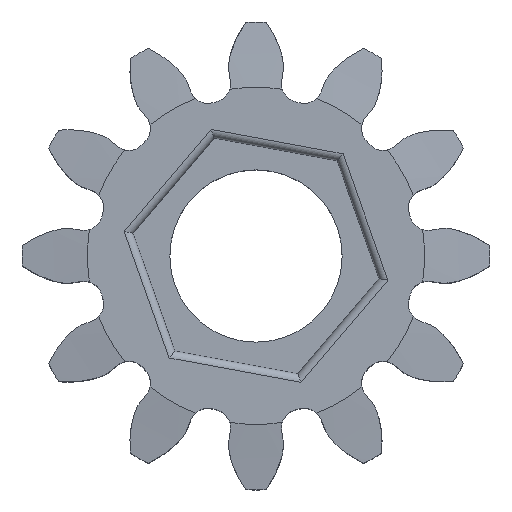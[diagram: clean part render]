
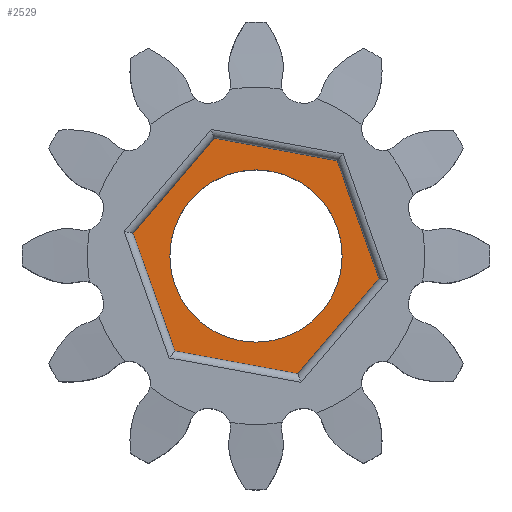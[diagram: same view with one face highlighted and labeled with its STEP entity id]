
A CAD part, top view. The second image highlights one B-rep face of the part: STEP entity #2529.
In plain terms, the highlighted planar face has unit normal (0, 0, 1).
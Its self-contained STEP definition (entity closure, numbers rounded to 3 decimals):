
#106=FACE_BOUND('',#374,.T.);
#134=PLANE('',#2788);
#235=FACE_OUTER_BOUND('',#373,.T.);
#373=EDGE_LOOP('',(#2219,#2220,#2221,#2222,#2223,#2224));
#374=EDGE_LOOP('',(#2225));
#545=LINE('',#10348,#714);
#548=LINE('',#10353,#717);
#550=LINE('',#10357,#719);
#552=LINE('',#10361,#721);
#554=LINE('',#10365,#723);
#555=LINE('',#10367,#724);
#714=VECTOR('',#3356,10.);
#717=VECTOR('',#3361,10.);
#719=VECTOR('',#3365,10.);
#721=VECTOR('',#3369,10.);
#723=VECTOR('',#3373,10.);
#724=VECTOR('',#3376,10.);
#874=CIRCLE('',#2789,3.3);
#1224=VERTEX_POINT('',#10345);
#1225=VERTEX_POINT('',#10347);
#1226=VERTEX_POINT('',#10351);
#1227=VERTEX_POINT('',#10355);
#1228=VERTEX_POINT('',#10359);
#1229=VERTEX_POINT('',#10363);
#1230=VERTEX_POINT('',#10369);
#1584=EDGE_CURVE('',#1224,#1225,#545,.T.);
#1587=EDGE_CURVE('',#1226,#1224,#548,.T.);
#1589=EDGE_CURVE('',#1227,#1226,#550,.T.);
#1591=EDGE_CURVE('',#1228,#1227,#552,.T.);
#1593=EDGE_CURVE('',#1229,#1228,#554,.T.);
#1594=EDGE_CURVE('',#1225,#1229,#555,.T.);
#1595=EDGE_CURVE('',#1230,#1230,#874,.T.);
#2219=ORIENTED_EDGE('',*,*,#1587,.F.);
#2220=ORIENTED_EDGE('',*,*,#1589,.F.);
#2221=ORIENTED_EDGE('',*,*,#1591,.F.);
#2222=ORIENTED_EDGE('',*,*,#1593,.F.);
#2223=ORIENTED_EDGE('',*,*,#1594,.F.);
#2224=ORIENTED_EDGE('',*,*,#1584,.F.);
#2225=ORIENTED_EDGE('',*,*,#1595,.F.);
#2529=ADVANCED_FACE('',(#235,#106),#134,.T.);
#2788=AXIS2_PLACEMENT_3D('',#10368,#3377,#3378);
#2789=AXIS2_PLACEMENT_3D('',#10370,#3379,#3380);
#3356=DIRECTION('',(-0.983,0.182,0.));
#3361=DIRECTION('',(-0.649,-0.761,0.));
#3365=DIRECTION('',(0.334,-0.942,0.));
#3369=DIRECTION('',(0.983,-0.182,0.));
#3373=DIRECTION('',(0.649,0.761,0.));
#3376=DIRECTION('',(-0.334,0.942,0.));
#3377=DIRECTION('center_axis',(0.,0.,1.));
#3378=DIRECTION('ref_axis',(-1.,0.,0.));
#3379=DIRECTION('center_axis',(0.,0.,1.));
#3380=DIRECTION('ref_axis',(1.,0.,0.));
#10345=CARTESIAN_POINT('',(1.603,-4.516,2.8));
#10347=CARTESIAN_POINT('',(-3.11,-3.646,2.8));
#10348=CARTESIAN_POINT('',(-3.11,-3.646,2.8));
#10351=CARTESIAN_POINT('',(4.712,-0.87,2.8));
#10353=CARTESIAN_POINT('',(1.603,-4.516,2.8));
#10355=CARTESIAN_POINT('',(3.11,3.646,2.8));
#10357=CARTESIAN_POINT('',(4.712,-0.87,2.8));
#10359=CARTESIAN_POINT('',(-1.603,4.516,2.8));
#10361=CARTESIAN_POINT('',(3.11,3.646,2.8));
#10363=CARTESIAN_POINT('',(-4.712,0.87,2.8));
#10365=CARTESIAN_POINT('',(-1.603,4.516,2.8));
#10367=CARTESIAN_POINT('',(-4.712,0.87,2.8));
#10368=CARTESIAN_POINT('Origin',(0.,0.,2.8));
#10369=CARTESIAN_POINT('',(-3.3,0.,2.8));
#10370=CARTESIAN_POINT('Origin',(0.,0.,2.8));
